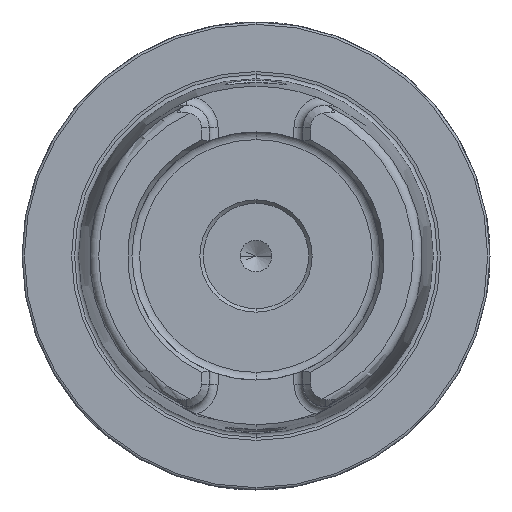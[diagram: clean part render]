
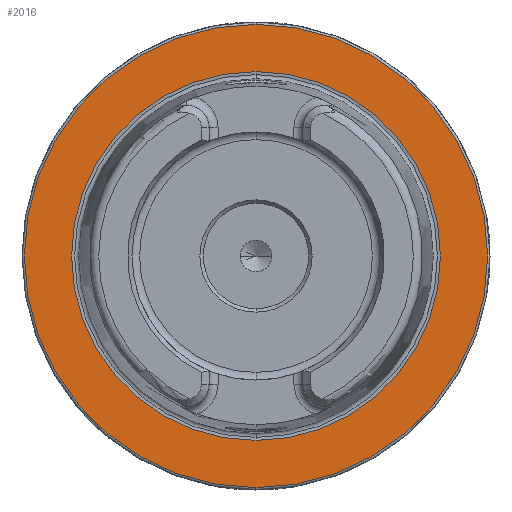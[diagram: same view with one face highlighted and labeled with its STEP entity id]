
A CAD part, left-side view. The second image highlights one B-rep face of the part: STEP entity #2016.
In plain terms, the highlighted planar face has unit normal (-1, 0, 0).
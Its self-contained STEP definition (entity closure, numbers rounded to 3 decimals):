
#180 = AXIS2_PLACEMENT_3D ( 'NONE', #10978, #19134, #849 ) ;
#849 = DIRECTION ( 'NONE',  ( 0., 0., 1. ) ) ;
#975 = VERTEX_POINT ( 'NONE', #23300 ) ;
#1035 = CIRCLE ( 'NONE', #180, 49.5 ) ;
#2016 = ADVANCED_FACE ( 'NONE', ( #8813, #18853 ), #21090, .F. ) ;
#2211 = VERTEX_POINT ( 'NONE', #20546 ) ;
#2556 = CIRCLE ( 'NONE', #8491, 39.405 ) ;
#2827 = DIRECTION ( 'NONE',  ( 1., 0., 0. ) ) ;
#3057 = EDGE_CURVE ( 'NONE', #16301, #2211, #1035, .T. ) ;
#4616 = DIRECTION ( 'NONE',  ( -1., 0., 0. ) ) ;
#6699 = CARTESIAN_POINT ( 'NONE',  ( 0., 49.5, 0. ) ) ;
#6814 = DIRECTION ( 'NONE',  ( 0., 0., -1. ) ) ;
#7133 = ORIENTED_EDGE ( 'NONE', *, *, #12587, .F. ) ;
#8491 = AXIS2_PLACEMENT_3D ( 'NONE', #14618, #4616, #22618 ) ;
#8813 = FACE_BOUND ( 'NONE', #14849, .T. ) ;
#8949 = DIRECTION ( 'NONE',  ( -1., 0., 0. ) ) ;
#10978 = CARTESIAN_POINT ( 'NONE',  ( 0., 0., 0. ) ) ;
#12097 = AXIS2_PLACEMENT_3D ( 'NONE', #18477, #16328, #16867 ) ;
#12577 = EDGE_LOOP ( 'NONE', ( #14782, #19986 ) ) ;
#12587 = EDGE_CURVE ( 'NONE', #23274, #975, #2556, .T. ) ;
#12985 = CARTESIAN_POINT ( 'NONE',  ( 0., 0., 39.405 ) ) ;
#14618 = CARTESIAN_POINT ( 'NONE',  ( 0., 0., 0. ) ) ;
#14782 = ORIENTED_EDGE ( 'NONE', *, *, #3057, .T. ) ;
#14849 = EDGE_LOOP ( 'NONE', ( #7133, #25943 ) ) ;
#15072 = CIRCLE ( 'NONE', #12097, 39.405 ) ;
#16301 = VERTEX_POINT ( 'NONE', #20275 ) ;
#16328 = DIRECTION ( 'NONE',  ( -1., 0., 0. ) ) ;
#16865 = CARTESIAN_POINT ( 'NONE',  ( 0., 0., 0. ) ) ;
#16867 = DIRECTION ( 'NONE',  ( 0., 0., 1. ) ) ;
#18171 = AXIS2_PLACEMENT_3D ( 'NONE', #16865, #8949, #24991 ) ;
#18477 = CARTESIAN_POINT ( 'NONE',  ( 0., 0., 0. ) ) ;
#18853 = FACE_OUTER_BOUND ( 'NONE', #12577, .T. ) ;
#19134 = DIRECTION ( 'NONE',  ( -1., 0., 0. ) ) ;
#19986 = ORIENTED_EDGE ( 'NONE', *, *, #22939, .T. ) ;
#20275 = CARTESIAN_POINT ( 'NONE',  ( 0., 0., 49.5 ) ) ;
#20546 = CARTESIAN_POINT ( 'NONE',  ( 0., 0., -49.5 ) ) ;
#21090 = PLANE ( 'NONE',  #23986 ) ;
#21961 = CIRCLE ( 'NONE', #18171, 49.5 ) ;
#22618 = DIRECTION ( 'NONE',  ( 0., 0., 1. ) ) ;
#22939 = EDGE_CURVE ( 'NONE', #2211, #16301, #21961, .T. ) ;
#23274 = VERTEX_POINT ( 'NONE', #12985 ) ;
#23300 = CARTESIAN_POINT ( 'NONE',  ( 0., 0., -39.405 ) ) ;
#23986 = AXIS2_PLACEMENT_3D ( 'NONE', #6699, #2827, #6814 ) ;
#24991 = DIRECTION ( 'NONE',  ( 0., 0., 1. ) ) ;
#25933 = EDGE_CURVE ( 'NONE', #975, #23274, #15072, .T. ) ;
#25943 = ORIENTED_EDGE ( 'NONE', *, *, #25933, .F. ) ;
